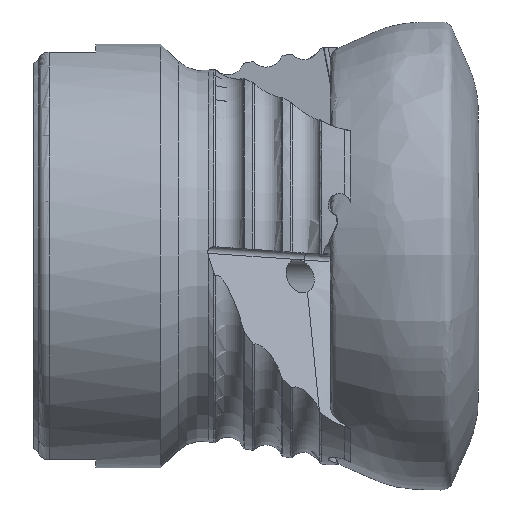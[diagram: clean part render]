
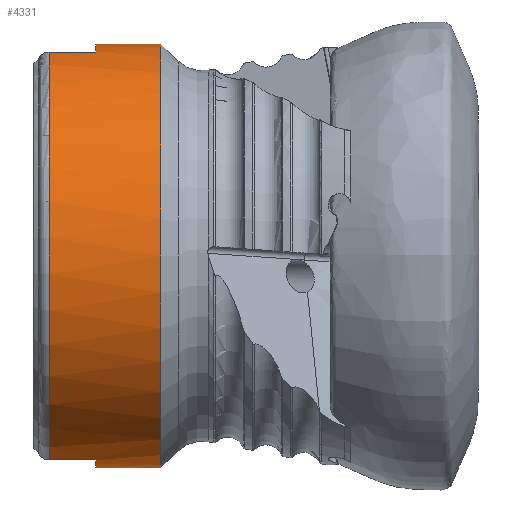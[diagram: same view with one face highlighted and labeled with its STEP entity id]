
A CAD part, front view. The second image highlights one B-rep face of the part: STEP entity #4331.
In plain terms, the highlighted cylindrical face has radius 19 mm (diameter 38 mm), a full revolution.
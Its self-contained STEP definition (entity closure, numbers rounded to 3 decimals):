
#71 = CARTESIAN_POINT ( 'NONE',  ( -33.305, 5.154, -18.288 ) ) ;
#101 = CARTESIAN_POINT ( 'NONE',  ( -33.305, 0., 0. ) ) ;
#145 = CARTESIAN_POINT ( 'NONE',  ( -37.455, 0., 0. ) ) ;
#187 = DIRECTION ( 'NONE',  ( -1., 0., 0. ) ) ;
#403 = DIRECTION ( 'NONE',  ( 1., 0., 0. ) ) ;
#499 = VERTEX_POINT ( 'NONE', #5834 ) ;
#639 = EDGE_CURVE ( 'NONE', #10025, #7027, #10734, .T. ) ;
#962 = DIRECTION ( 'NONE',  ( 0., 0., -1. ) ) ;
#990 = CARTESIAN_POINT ( 'NONE',  ( 0., 5.154, -18.288 ) ) ;
#1013 = DIRECTION ( 'NONE',  ( 0., 0., -1. ) ) ;
#1237 = FACE_OUTER_BOUND ( 'NONE', #3615, .T. ) ;
#1326 = VERTEX_POINT ( 'NONE', #9077 ) ;
#1358 = CIRCLE ( 'NONE', #7773, 19. ) ;
#1413 = ORIENTED_EDGE ( 'NONE', *, *, #3866, .F. ) ;
#1867 = DIRECTION ( 'NONE',  ( 0., 0., -1. ) ) ;
#1880 = VERTEX_POINT ( 'NONE', #10125 ) ;
#2057 = CARTESIAN_POINT ( 'NONE',  ( -37.455, 5.154, -18.288 ) ) ;
#2217 = CARTESIAN_POINT ( 'NONE',  ( -37.455, 0., 0. ) ) ;
#2279 = LINE ( 'NONE', #9114, #6361 ) ;
#2349 = VERTEX_POINT ( 'NONE', #9426 ) ;
#2524 = DIRECTION ( 'NONE',  ( 1., 0., 0. ) ) ;
#2666 = ORIENTED_EDGE ( 'NONE', *, *, #7215, .T. ) ;
#2696 = ORIENTED_EDGE ( 'NONE', *, *, #639, .T. ) ;
#2721 = CARTESIAN_POINT ( 'NONE',  ( -33.305, -5.154, -18.288 ) ) ;
#2742 = DIRECTION ( 'NONE',  ( 1., 0., 0. ) ) ;
#2833 = EDGE_CURVE ( 'NONE', #3367, #1326, #8931, .T. ) ;
#3107 = DIRECTION ( 'NONE',  ( 0., 0., -1. ) ) ;
#3367 = VERTEX_POINT ( 'NONE', #10478 ) ;
#3405 = CIRCLE ( 'NONE', #4092, 19. ) ;
#3485 = VERTEX_POINT ( 'NONE', #2057 ) ;
#3525 = DIRECTION ( 'NONE',  ( -1., 0., 0. ) ) ;
#3552 = CIRCLE ( 'NONE', #9334, 19. ) ;
#3615 = EDGE_LOOP ( 'NONE', ( #1413 ) ) ;
#3656 = CARTESIAN_POINT ( 'NONE',  ( -27.455, 0., 0. ) ) ;
#3661 = VECTOR ( 'NONE', #3525, 1000. ) ;
#3866 = EDGE_CURVE ( 'NONE', #1880, #1880, #4261, .T. ) ;
#4092 = AXIS2_PLACEMENT_3D ( 'NONE', #101, #6181, #962 ) ;
#4261 = CIRCLE ( 'NONE', #7703, 19. ) ;
#4331 = ADVANCED_FACE ( 'NONE', ( #5602, #1237 ), #10012, .T. ) ;
#4335 = AXIS2_PLACEMENT_3D ( 'NONE', #9766, #2742, #1867 ) ;
#4524 = DIRECTION ( 'NONE',  ( 0., 0., -1. ) ) ;
#4995 = EDGE_CURVE ( 'NONE', #3367, #499, #3405, .T. ) ;
#5393 = CARTESIAN_POINT ( 'NONE',  ( -33.305, 0., 0. ) ) ;
#5602 = FACE_OUTER_BOUND ( 'NONE', #7142, .T. ) ;
#5830 = EDGE_CURVE ( 'NONE', #8546, #3485, #5960, .T. ) ;
#5834 = CARTESIAN_POINT ( 'NONE',  ( -33.305, 5.154, 18.288 ) ) ;
#5852 = CARTESIAN_POINT ( 'NONE',  ( 0., -5.154, 18.288 ) ) ;
#5960 = LINE ( 'NONE', #990, #3661 ) ;
#6181 = DIRECTION ( 'NONE',  ( -1., 0., 0. ) ) ;
#6225 = ORIENTED_EDGE ( 'NONE', *, *, #8589, .T. ) ;
#6236 = DIRECTION ( 'NONE',  ( 1., 0., 0. ) ) ;
#6272 = DIRECTION ( 'NONE',  ( 0., 0., -1. ) ) ;
#6361 = VECTOR ( 'NONE', #403, 1000. ) ;
#6591 = VECTOR ( 'NONE', #6744, 1000. ) ;
#6744 = DIRECTION ( 'NONE',  ( -1., 0., 0. ) ) ;
#6878 = CARTESIAN_POINT ( 'NONE',  ( 0., -5.154, -18.288 ) ) ;
#7027 = VERTEX_POINT ( 'NONE', #2721 ) ;
#7036 = ORIENTED_EDGE ( 'NONE', *, *, #2833, .T. ) ;
#7142 = EDGE_LOOP ( 'NONE', ( #8552, #2666, #8326, #7036, #6225, #2696, #10617, #9329 ) ) ;
#7192 = AXIS2_PLACEMENT_3D ( 'NONE', #145, #6236, #1013 ) ;
#7215 = EDGE_CURVE ( 'NONE', #2349, #499, #2279, .T. ) ;
#7703 = AXIS2_PLACEMENT_3D ( 'NONE', #3656, #9790, #4524 ) ;
#7773 = AXIS2_PLACEMENT_3D ( 'NONE', #5393, #187, #6272 ) ;
#8326 = ORIENTED_EDGE ( 'NONE', *, *, #4995, .F. ) ;
#8332 = DIRECTION ( 'NONE',  ( 1., 0., 0. ) ) ;
#8395 = VECTOR ( 'NONE', #2524, 1000. ) ;
#8546 = VERTEX_POINT ( 'NONE', #71 ) ;
#8552 = ORIENTED_EDGE ( 'NONE', *, *, #9115, .T. ) ;
#8589 = EDGE_CURVE ( 'NONE', #1326, #10025, #10396, .T. ) ;
#8615 = EDGE_CURVE ( 'Kante164', #8546, #7027, #1358, .T. ) ;
#8931 = LINE ( 'NONE', #5852, #6591 ) ;
#9077 = CARTESIAN_POINT ( 'NONE',  ( -37.455, -5.154, 18.288 ) ) ;
#9114 = CARTESIAN_POINT ( 'NONE',  ( 0., 5.154, 18.288 ) ) ;
#9115 = EDGE_CURVE ( 'NONE', #3485, #2349, #3552, .T. ) ;
#9329 = ORIENTED_EDGE ( 'NONE', *, *, #5830, .T. ) ;
#9334 = AXIS2_PLACEMENT_3D ( 'NONE', #2217, #8332, #3107 ) ;
#9347 = CARTESIAN_POINT ( 'NONE',  ( -37.455, -5.154, -18.288 ) ) ;
#9426 = CARTESIAN_POINT ( 'NONE',  ( -37.455, 5.154, 18.288 ) ) ;
#9766 = CARTESIAN_POINT ( 'NONE',  ( 0., 0., 0. ) ) ;
#9790 = DIRECTION ( 'NONE',  ( 1., 0., 0. ) ) ;
#10012 = CYLINDRICAL_SURFACE ( 'NONE', #4335, 19. ) ;
#10025 = VERTEX_POINT ( 'NONE', #9347 ) ;
#10125 = CARTESIAN_POINT ( 'NONE',  ( -27.455, 0., -19. ) ) ;
#10396 = CIRCLE ( 'NONE', #7192, 19. ) ;
#10478 = CARTESIAN_POINT ( 'NONE',  ( -33.305, -5.154, 18.288 ) ) ;
#10617 = ORIENTED_EDGE ( 'NONE', *, *, #8615, .F. ) ;
#10734 = LINE ( 'NONE', #6878, #8395 ) ;
